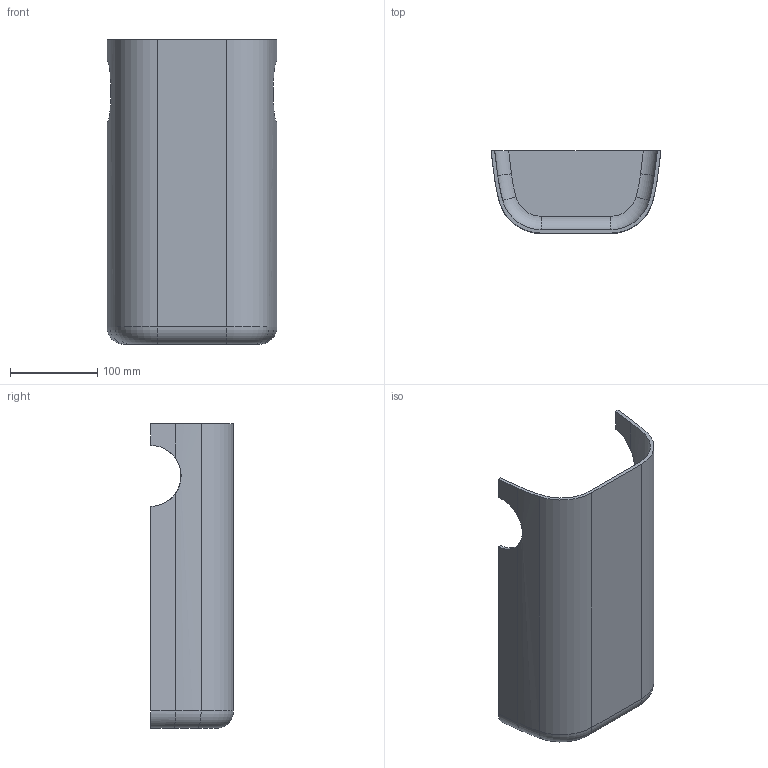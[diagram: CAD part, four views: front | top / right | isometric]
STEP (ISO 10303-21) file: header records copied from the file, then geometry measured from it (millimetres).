
FILE_DESCRIPTION (( 'STEP AP203' ), '1' );
FILE_NAME ('bikeholder.STEP', '2015-06-29T03:43:34', ( '' ), ( '' ), 'SwSTEP 2.0', 'SolidWorks 2014', '' );
FILE_SCHEMA (( 'CONFIG_CONTROL_DESIGN' ));
Length unit declared in the file: millimetre
Products named in the file (1): bikeholder
Bounding box: 195 x 95 x 350 mm (x, y, z)
Volume: 485812.2 mm3; surface area: 248040.6 mm2
Topology: 1 solids, 1 shells, 40 faces, 102 edges, 64 vertices
Faces by surface type: plane 16, cylinder 16, torus 8
Entity records: 1375 total; most frequent: CARTESIAN_POINT 343, DIRECTION 204, ORIENTED_EDGE 204, EDGE_CURVE 102, AXIS2_PLACEMENT_3D 77, VERTEX_POINT 64, LINE 50, VECTOR 50
